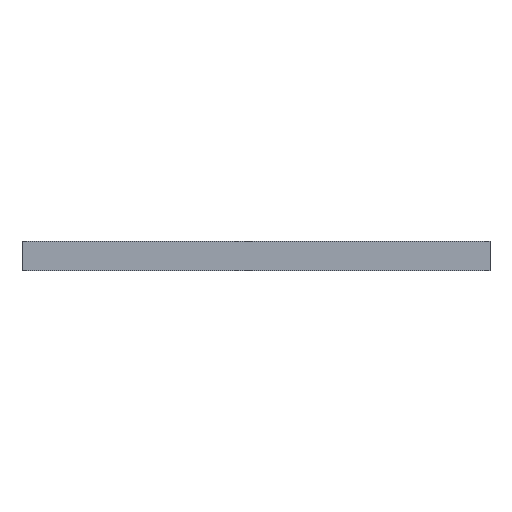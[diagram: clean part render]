
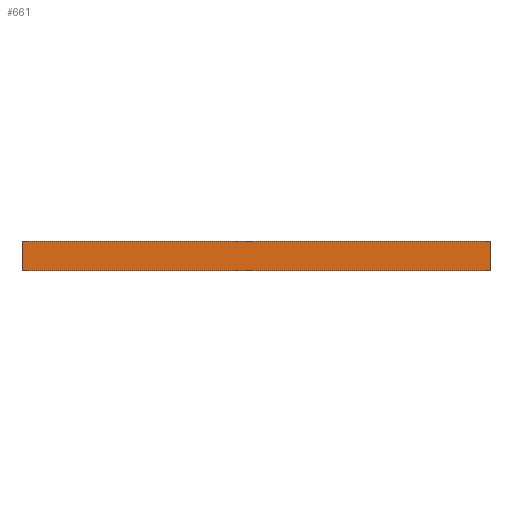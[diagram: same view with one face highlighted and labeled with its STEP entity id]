
A CAD part, front view. The second image highlights one B-rep face of the part: STEP entity #661.
In plain terms, the highlighted planar face has unit normal (0, -1, 0).
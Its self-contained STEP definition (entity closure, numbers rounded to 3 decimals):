
#31 = PLANE ( 'NONE',  #202 ) ;
#34 = DIRECTION ( 'NONE',  ( 0., 0., 1. ) ) ;
#91 = CARTESIAN_POINT ( 'NONE',  ( 0., 0., -1033.033 ) ) ;
#102 = CARTESIAN_POINT ( 'NONE',  ( 0., 0., -1033.033 ) ) ;
#145 = DIRECTION ( 'NONE',  ( 0., 0., -1. ) ) ;
#194 = VECTOR ( 'NONE', #590, 1000. ) ;
#202 = AXIS2_PLACEMENT_3D ( 'NONE', #535, #498, #623 ) ;
#207 = CARTESIAN_POINT ( 'NONE',  ( -300., 0., -1033.033 ) ) ;
#225 = VECTOR ( 'NONE', #286, 1000. ) ;
#240 = EDGE_CURVE ( 'NONE', #604, #577, #331, .T. ) ;
#286 = DIRECTION ( 'NONE',  ( 1., 0., 0. ) ) ;
#314 = ORIENTED_EDGE ( 'NONE', *, *, #382, .T. ) ;
#331 = LINE ( 'NONE', #580, #756 ) ;
#382 = EDGE_CURVE ( 'NONE', #762, #581, #463, .T. ) ;
#388 = ORIENTED_EDGE ( 'NONE', *, *, #240, .T. ) ;
#399 = EDGE_CURVE ( 'NONE', #577, #762, #737, .T. ) ;
#409 = LINE ( 'NONE', #476, #194 ) ;
#411 = EDGE_CURVE ( 'NONE', #581, #604, #409, .T. ) ;
#460 = CARTESIAN_POINT ( 'NONE',  ( -300., 0., -1014.033 ) ) ;
#463 = LINE ( 'NONE', #91, #583 ) ;
#476 = CARTESIAN_POINT ( 'NONE',  ( 0., 0., -1014.033 ) ) ;
#498 = DIRECTION ( 'NONE',  ( 0., 1., 0. ) ) ;
#535 = CARTESIAN_POINT ( 'NONE',  ( 0., 0., 0. ) ) ;
#577 = VERTEX_POINT ( 'NONE', #207 ) ;
#580 = CARTESIAN_POINT ( 'NONE',  ( -300., 0., -1033.033 ) ) ;
#581 = VERTEX_POINT ( 'NONE', #592 ) ;
#583 = VECTOR ( 'NONE', #34, 1000. ) ;
#590 = DIRECTION ( 'NONE',  ( -1., 0., 0. ) ) ;
#592 = CARTESIAN_POINT ( 'NONE',  ( 0., 0., -1014.033 ) ) ;
#594 = EDGE_LOOP ( 'NONE', ( #314, #717, #388, #690 ) ) ;
#599 = FACE_OUTER_BOUND ( 'NONE', #594, .T. ) ;
#604 = VERTEX_POINT ( 'NONE', #460 ) ;
#623 = DIRECTION ( 'NONE',  ( 0., 0., 1. ) ) ;
#661 = ADVANCED_FACE ( 'NONE', ( #599 ), #31, .F. ) ;
#690 = ORIENTED_EDGE ( 'NONE', *, *, #399, .T. ) ;
#717 = ORIENTED_EDGE ( 'NONE', *, *, #411, .T. ) ;
#737 = LINE ( 'NONE', #102, #225 ) ;
#753 = CARTESIAN_POINT ( 'NONE',  ( 0., 0., -1033.033 ) ) ;
#756 = VECTOR ( 'NONE', #145, 1000. ) ;
#762 = VERTEX_POINT ( 'NONE', #753 ) ;
